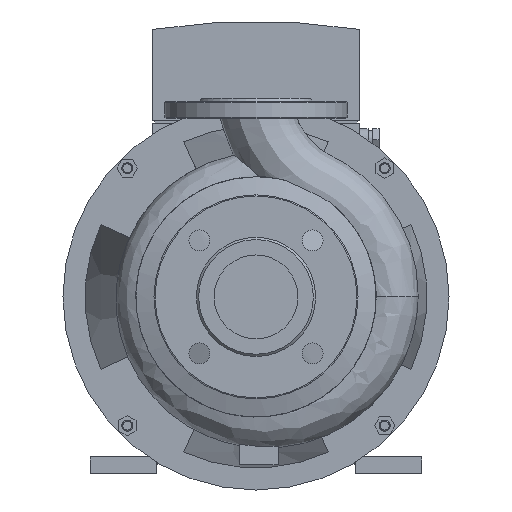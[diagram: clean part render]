
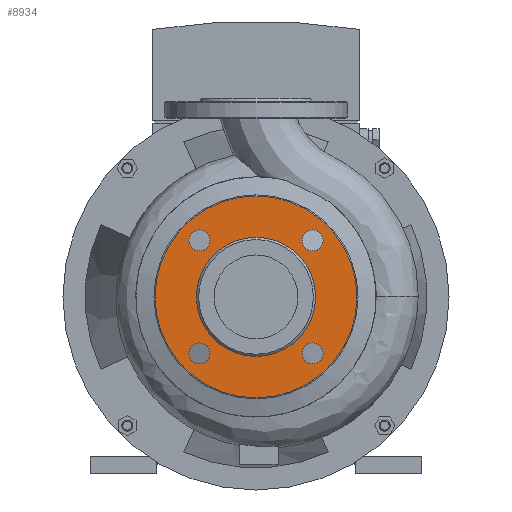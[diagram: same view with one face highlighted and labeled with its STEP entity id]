
A CAD part, left-side view. The second image highlights one B-rep face of the part: STEP entity #8934.
In plain terms, the highlighted planar face has unit normal (-1, 0, 0).
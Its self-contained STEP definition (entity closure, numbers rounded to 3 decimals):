
#311=FACE_BOUND('',#1889,.T.);
#312=FACE_BOUND('',#1890,.T.);
#313=FACE_BOUND('',#1891,.T.);
#314=FACE_BOUND('',#1892,.T.);
#315=FACE_BOUND('',#1893,.T.);
#473=CIRCLE('',#9589,9.5);
#475=CIRCLE('',#9592,9.5);
#477=CIRCLE('',#9595,9.5);
#479=CIRCLE('',#9598,9.5);
#480=CIRCLE('',#9600,54.);
#482=CIRCLE('',#9603,91.5);
#890=PLANE('',#9602);
#1274=FACE_OUTER_BOUND('',#1888,.T.);
#1888=EDGE_LOOP('',(#7023));
#1889=EDGE_LOOP('',(#7024));
#1890=EDGE_LOOP('',(#7025));
#1891=EDGE_LOOP('',(#7026));
#1892=EDGE_LOOP('',(#7027));
#1893=EDGE_LOOP('',(#7028));
#4241=VERTEX_POINT('',#14967);
#4243=VERTEX_POINT('',#14972);
#4245=VERTEX_POINT('',#14977);
#4247=VERTEX_POINT('',#14982);
#4248=VERTEX_POINT('',#14985);
#4250=VERTEX_POINT('',#14990);
#5258=EDGE_CURVE('',#4241,#4241,#473,.T.);
#5260=EDGE_CURVE('',#4243,#4243,#475,.T.);
#5262=EDGE_CURVE('',#4245,#4245,#477,.T.);
#5264=EDGE_CURVE('',#4247,#4247,#479,.T.);
#5265=EDGE_CURVE('',#4248,#4248,#480,.T.);
#5267=EDGE_CURVE('',#4250,#4250,#482,.T.);
#7023=ORIENTED_EDGE('',*,*,#5267,.T.);
#7024=ORIENTED_EDGE('',*,*,#5258,.F.);
#7025=ORIENTED_EDGE('',*,*,#5260,.F.);
#7026=ORIENTED_EDGE('',*,*,#5262,.F.);
#7027=ORIENTED_EDGE('',*,*,#5264,.F.);
#7028=ORIENTED_EDGE('',*,*,#5265,.F.);
#8934=ADVANCED_FACE('',(#1274,#311,#312,#313,#314,#315),#890,.F.);
#9589=AXIS2_PLACEMENT_3D('',#14968,#11151,#11152);
#9592=AXIS2_PLACEMENT_3D('',#14973,#11157,#11158);
#9595=AXIS2_PLACEMENT_3D('',#14978,#11163,#11164);
#9598=AXIS2_PLACEMENT_3D('',#14983,#11169,#11170);
#9600=AXIS2_PLACEMENT_3D('',#14986,#11173,#11174);
#9602=AXIS2_PLACEMENT_3D('',#14989,#11177,#11178);
#9603=AXIS2_PLACEMENT_3D('',#14991,#11179,#11180);
#11151=DIRECTION('center_axis',(-1.,0.,0.));
#11152=DIRECTION('ref_axis',(0.,1.,0.));
#11157=DIRECTION('center_axis',(-1.,0.,0.));
#11158=DIRECTION('ref_axis',(0.,0.,
1.));
#11163=DIRECTION('center_axis',(-1.,0.,0.));
#11164=DIRECTION('ref_axis',(0.,-1.,0.));
#11169=DIRECTION('center_axis',(-1.,0.,0.));
#11170=DIRECTION('ref_axis',(0.,0.,-1.));
#11173=DIRECTION('center_axis',(-1.,0.,0.));
#11174=DIRECTION('ref_axis',(0.,-1.,0.));
#11177=DIRECTION('center_axis',(1.,0.,0.));
#11178=DIRECTION('ref_axis',(0.,0.,1.));
#11179=DIRECTION('center_axis',(-1.,0.,0.));
#11180=DIRECTION('ref_axis',(0.,-1.,0.));
#14967=CARTESIAN_POINT('',(-98.,-60.765,108.735));
#14968=CARTESIAN_POINT('Origin',(-98.,-51.265,108.735));
#14972=CARTESIAN_POINT('',(-98.,51.265,99.235));
#14973=CARTESIAN_POINT('Origin',(-98.,51.265,108.735));
#14977=CARTESIAN_POINT('',(-98.,60.765,211.265));
#14978=CARTESIAN_POINT('Origin',(-98.,51.265,211.265));
#14982=CARTESIAN_POINT('',(-98.,-51.265,220.765));
#14983=CARTESIAN_POINT('Origin',(-98.,-51.265,211.265));
#14985=CARTESIAN_POINT('',(-98.,-54.,160.));
#14986=CARTESIAN_POINT('Origin',(-98.,0.,160.));
#14989=CARTESIAN_POINT('Origin',(-98.,-72.75,160.));
#14990=CARTESIAN_POINT('',(-98.,-91.5,160.));
#14991=CARTESIAN_POINT('Origin',(-98.,0.,160.));
